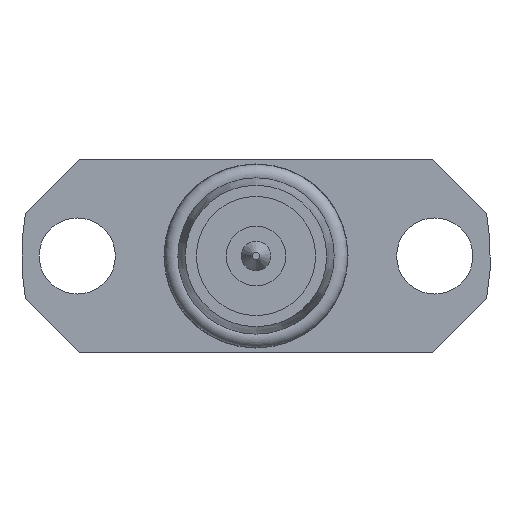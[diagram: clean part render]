
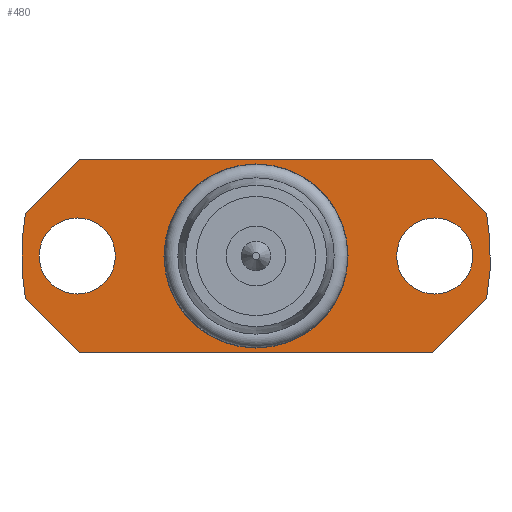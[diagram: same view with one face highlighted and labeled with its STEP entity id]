
A CAD part, left-side view. The second image highlights one B-rep face of the part: STEP entity #480.
In plain terms, the highlighted planar face has unit normal (-1, 0, 0).
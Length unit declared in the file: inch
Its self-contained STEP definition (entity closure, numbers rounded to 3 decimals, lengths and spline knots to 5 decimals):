
#66 = VECTOR ( 'NONE', #364, 39.37008 ) ;
#67 = CARTESIAN_POINT ( 'NONE',  ( 0.3248, -0.1317, -0.23514 ) ) ;
#70 = DIRECTION ( 'NONE',  ( 0., 0., 1. ) ) ;
#88 = CARTESIAN_POINT ( 'NONE',  ( 0.3248, -0.41288, 0.12992 ) ) ;
#125 = CARTESIAN_POINT ( 'NONE',  ( 0.3248, 0., 0. ) ) ;
#127 = EDGE_CURVE ( 'NONE', #272, #824, #459, .T. ) ;
#147 = VECTOR ( 'NONE', #273, 39.37008 ) ;
#165 = VERTEX_POINT ( 'NONE', #848 ) ;
#167 = DIRECTION ( 'NONE',  ( -1., 0., 0. ) ) ;
#176 = CIRCLE ( 'NONE', #414, 0.31496 ) ;
#188 = ORIENTED_EDGE ( 'NONE', *, *, #1042, .F. ) ;
#191 = DIRECTION ( 'NONE',  ( 0., 1., 0. ) ) ;
#198 = ORIENTED_EDGE ( 'NONE', *, *, #736, .F. ) ;
#211 = EDGE_CURVE ( 'NONE', #631, #272, #517, .T. ) ;
#214 = ORIENTED_EDGE ( 'NONE', *, *, #365, .T. ) ;
#219 = LINE ( 'NONE', #387, #884 ) ;
#222 = AXIS2_PLACEMENT_3D ( 'NONE', #1091, #739, #663 ) ;
#223 = DIRECTION ( 'NONE',  ( -1., 0., 0. ) ) ;
#245 = CARTESIAN_POINT ( 'NONE',  ( 0.3248, 0., -0.10344 ) ) ;
#267 = CARTESIAN_POINT ( 'NONE',  ( 0.3248, -0.41288, -0.12992 ) ) ;
#272 = VERTEX_POINT ( 'NONE', #554 ) ;
#273 = DIRECTION ( 'NONE',  ( 0., -0.707, 0.707 ) ) ;
#274 = CARTESIAN_POINT ( 'NONE',  ( 0.3248, 0.23514, 0.1317 ) ) ;
#281 = AXIS2_PLACEMENT_3D ( 'NONE', #995, #1089, #834 ) ;
#295 = EDGE_CURVE ( 'NONE', #501, #824, #651, .T. ) ;
#319 = CARTESIAN_POINT ( 'NONE',  ( 0.3248, -0.24016, 0. ) ) ;
#324 = DIRECTION ( 'NONE',  ( 0., 0., -1. ) ) ;
#354 = DIRECTION ( 'NONE',  ( 0., -1., 0. ) ) ;
#360 = DIRECTION ( 'NONE',  ( 0., 0.707, -0.707 ) ) ;
#364 = DIRECTION ( 'NONE',  ( 0., -0.707, -0.707 ) ) ;
#365 = EDGE_CURVE ( 'NONE', #465, #465, #747, .T. ) ;
#370 = VERTEX_POINT ( 'NONE', #918 ) ;
#387 = CARTESIAN_POINT ( 'NONE',  ( 0.3248, -0.1317, 0.23514 ) ) ;
#414 = AXIS2_PLACEMENT_3D ( 'NONE', #806, #634, #623 ) ;
#436 = CARTESIAN_POINT ( 'NONE',  ( 0.3248, 0.30974, -0.05709 ) ) ;
#441 = EDGE_LOOP ( 'NONE', ( #188 ) ) ;
#442 = CARTESIAN_POINT ( 'NONE',  ( 0.3248, -0.30974, -0.05709 ) ) ;
#459 = LINE ( 'NONE', #274, #1127 ) ;
#465 = VERTEX_POINT ( 'NONE', #245 ) ;
#480 = ADVANCED_FACE ( 'NONE', ( #558, #1052, #532, #706 ), #611, .T. ) ;
#481 = DIRECTION ( 'NONE',  ( 0., 0., 1. ) ) ;
#485 = EDGE_LOOP ( 'NONE', ( #214 ) ) ;
#498 = DIRECTION ( 'NONE',  ( 1., 0., 0. ) ) ;
#501 = VERTEX_POINT ( 'NONE', #436 ) ;
#517 = LINE ( 'NONE', #88, #717 ) ;
#525 = EDGE_CURVE ( 'NONE', #501, #607, #998, .T. ) ;
#526 = ORIENTED_EDGE ( 'NONE', *, *, #1055, .F. ) ;
#529 = ORIENTED_EDGE ( 'NONE', *, *, #643, .T. ) ;
#532 = FACE_BOUND ( 'NONE', #485, .T. ) ;
#542 = VERTEX_POINT ( 'NONE', #442 ) ;
#548 = CIRCLE ( 'NONE', #928, 0.05118 ) ;
#554 = CARTESIAN_POINT ( 'NONE',  ( 0.3248, 0.23692, 0.12992 ) ) ;
#558 = FACE_BOUND ( 'NONE', #441, .T. ) ;
#588 = AXIS2_PLACEMENT_3D ( 'NONE', #939, #167, #70 ) ;
#602 = EDGE_CURVE ( 'NONE', #370, #542, #691, .T. ) ;
#607 = VERTEX_POINT ( 'NONE', #688 ) ;
#611 = PLANE ( 'NONE',  #588 ) ;
#623 = DIRECTION ( 'NONE',  ( 0., 0., -1. ) ) ;
#631 = VERTEX_POINT ( 'NONE', #934 ) ;
#634 = DIRECTION ( 'NONE',  ( 1., 0., 0. ) ) ;
#643 = EDGE_CURVE ( 'NONE', #607, #370, #829, .T. ) ;
#648 = VERTEX_POINT ( 'NONE', #865 ) ;
#651 = CIRCLE ( 'NONE', #838, 0.31496 ) ;
#663 = DIRECTION ( 'NONE',  ( 0., 0., -1. ) ) ;
#688 = CARTESIAN_POINT ( 'NONE',  ( 0.3248, 0.23692, -0.12992 ) ) ;
#691 = LINE ( 'NONE', #67, #147 ) ;
#706 = FACE_OUTER_BOUND ( 'NONE', #796, .T. ) ;
#717 = VECTOR ( 'NONE', #191, 39.37008 ) ;
#736 = EDGE_CURVE ( 'NONE', #648, #542, #176, .T. ) ;
#739 = DIRECTION ( 'NONE',  ( 1., 0., 0. ) ) ;
#747 = CIRCLE ( 'NONE', #222, 0.10344 ) ;
#796 = EDGE_LOOP ( 'NONE', ( #198, #826, #1019, #798, #1113, #866, #529, #895 ) ) ;
#798 = ORIENTED_EDGE ( 'NONE', *, *, #127, .T. ) ;
#806 = CARTESIAN_POINT ( 'NONE',  ( 0.3248, 0., 0. ) ) ;
#812 = EDGE_LOOP ( 'NONE', ( #526 ) ) ;
#824 = VERTEX_POINT ( 'NONE', #964 ) ;
#826 = ORIENTED_EDGE ( 'NONE', *, *, #954, .T. ) ;
#829 = LINE ( 'NONE', #267, #938 ) ;
#834 = DIRECTION ( 'NONE',  ( 0., 0., 1. ) ) ;
#838 = AXIS2_PLACEMENT_3D ( 'NONE', #125, #498, #324 ) ;
#848 = CARTESIAN_POINT ( 'NONE',  ( 0.3248, 0.24016, 0.05118 ) ) ;
#860 = CARTESIAN_POINT ( 'NONE',  ( 0.3248, -0.24016, 0.05118 ) ) ;
#865 = CARTESIAN_POINT ( 'NONE',  ( 0.3248, -0.30974, 0.05709 ) ) ;
#866 = ORIENTED_EDGE ( 'NONE', *, *, #525, .T. ) ;
#873 = CARTESIAN_POINT ( 'NONE',  ( 0.3248, 0.23514, -0.1317 ) ) ;
#884 = VECTOR ( 'NONE', #1068, 39.37008 ) ;
#895 = ORIENTED_EDGE ( 'NONE', *, *, #602, .T. ) ;
#918 = CARTESIAN_POINT ( 'NONE',  ( 0.3248, -0.23692, -0.12992 ) ) ;
#928 = AXIS2_PLACEMENT_3D ( 'NONE', #319, #223, #481 ) ;
#934 = CARTESIAN_POINT ( 'NONE',  ( 0.3248, -0.23692, 0.12992 ) ) ;
#938 = VECTOR ( 'NONE', #354, 39.37008 ) ;
#939 = CARTESIAN_POINT ( 'NONE',  ( 0.3248, 0.10344, 0. ) ) ;
#954 = EDGE_CURVE ( 'NONE', #648, #631, #219, .T. ) ;
#964 = CARTESIAN_POINT ( 'NONE',  ( 0.3248, 0.30974, 0.05709 ) ) ;
#968 = VERTEX_POINT ( 'NONE', #860 ) ;
#995 = CARTESIAN_POINT ( 'NONE',  ( 0.3248, 0.24016, 0. ) ) ;
#998 = LINE ( 'NONE', #873, #66 ) ;
#1019 = ORIENTED_EDGE ( 'NONE', *, *, #211, .T. ) ;
#1042 = EDGE_CURVE ( 'NONE', #165, #165, #1081, .T. ) ;
#1052 = FACE_BOUND ( 'NONE', #812, .T. ) ;
#1055 = EDGE_CURVE ( 'NONE', #968, #968, #548, .T. ) ;
#1068 = DIRECTION ( 'NONE',  ( 0., 0.707, 0.707 ) ) ;
#1081 = CIRCLE ( 'NONE', #281, 0.05118 ) ;
#1089 = DIRECTION ( 'NONE',  ( -1., 0., 0. ) ) ;
#1091 = CARTESIAN_POINT ( 'NONE',  ( 0.3248, 0., 0. ) ) ;
#1113 = ORIENTED_EDGE ( 'NONE', *, *, #295, .F. ) ;
#1127 = VECTOR ( 'NONE', #360, 39.37008 ) ;
